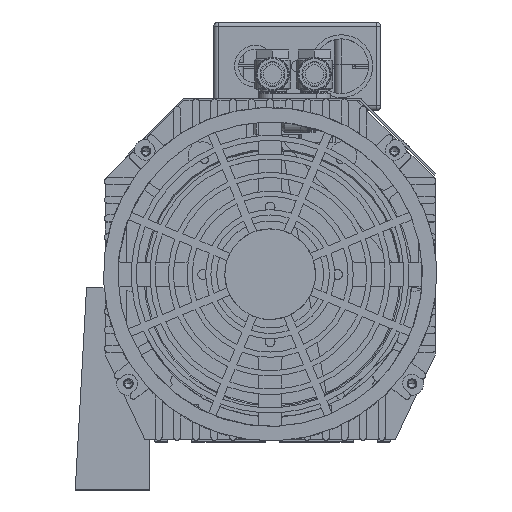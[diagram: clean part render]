
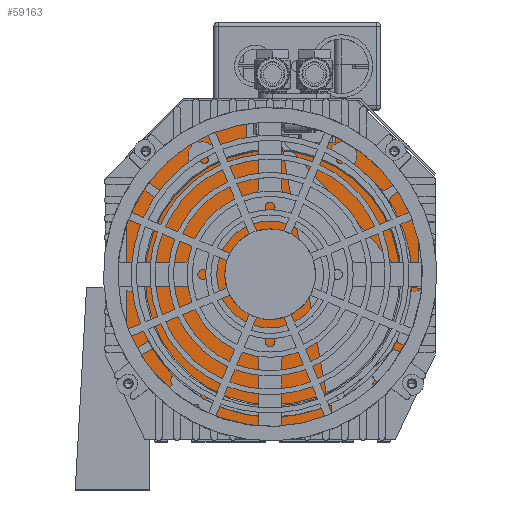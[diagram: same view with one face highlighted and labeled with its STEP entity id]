
A CAD part, top view. The second image highlights one B-rep face of the part: STEP entity #59163.
In plain terms, the highlighted face is planar.
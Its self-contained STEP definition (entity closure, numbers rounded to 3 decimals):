
#2753 = DIRECTION ( 'NONE',  ( 1., 0., 0. ) ) ;
#4120 = DIRECTION ( 'NONE',  ( 0., 0., -1. ) ) ;
#5166 = ORIENTED_EDGE ( 'NONE', *, *, #17852, .T. ) ;
#5170 = ORIENTED_EDGE ( 'NONE', *, *, #33566, .T. ) ;
#5171 = VECTOR ( 'NONE', #21750, 1000. ) ;
#5184 = DIRECTION ( 'NONE',  ( 0., 0., -1. ) ) ;
#5798 = DIRECTION ( 'NONE',  ( 0., 0., -1. ) ) ;
#6375 = CIRCLE ( 'NONE', #76177, 5. ) ;
#6836 = CARTESIAN_POINT ( 'NONE',  ( 122.93, 202.653, 130. ) ) ;
#7118 = EDGE_CURVE ( 'NONE', #40871, #80954, #76805, .T. ) ;
#7931 = CARTESIAN_POINT ( 'NONE',  ( 253.93, 202.653, 130. ) ) ;
#8239 = CARTESIAN_POINT ( 'NONE',  ( 219.859, 307.534, 130. ) ) ;
#8500 = CARTESIAN_POINT ( 'NONE',  ( 148.466, 306.069, 130. ) ) ;
#9396 = CIRCLE ( 'NONE', #20546, 5. ) ;
#10027 = VERTEX_POINT ( 'NONE', #40477 ) ;
#10870 = CARTESIAN_POINT ( 'NONE',  ( 248.93, 202.653, 130. ) ) ;
#12099 = CARTESIAN_POINT ( 'NONE',  ( 237.43, 166.534, 130. ) ) ;
#12335 = CARTESIAN_POINT ( 'NONE',  ( 152.001, 302.534, 130. ) ) ;
#12340 = DIRECTION ( 'NONE',  ( 0., 0., 1. ) ) ;
#12855 = DIRECTION ( 'NONE',  ( 1., 0., 0. ) ) ;
#12943 = DIRECTION ( 'NONE',  ( 1., 0., 0. ) ) ;
#15468 = CARTESIAN_POINT ( 'NONE',  ( 117.93, 273.463, 130. ) ) ;
#17340 = VERTEX_POINT ( 'NONE', #25583 ) ;
#17674 = AXIS2_PLACEMENT_3D ( 'NONE', #45198, #4120, #83691 ) ;
#17852 = EDGE_CURVE ( 'NONE', #32809, #43542, #73520, .T. ) ;
#17873 = VECTOR ( 'NONE', #35163, 1000. ) ;
#20180 = EDGE_LOOP ( 'NONE', ( #32868, #79047, #64176, #72060, #5170, #77968, #56081, #67796, #21902, #28268, #25833, #40206, #81264, #5166 ) ) ;
#20273 = LINE ( 'NONE', #8500, #17873 ) ;
#20546 = AXIS2_PLACEMENT_3D ( 'NONE', #78572, #85570, #12943 ) ;
#21163 = VERTEX_POINT ( 'NONE', #34460 ) ;
#21446 = CARTESIAN_POINT ( 'NONE',  ( 253.93, 273.463, 130. ) ) ;
#21749 = AXIS2_PLACEMENT_3D ( 'NONE', #52137, #12340, #39860 ) ;
#21750 = DIRECTION ( 'NONE',  ( 1., 0., 0. ) ) ;
#21902 = ORIENTED_EDGE ( 'NONE', *, *, #75586, .T. ) ;
#22847 = LINE ( 'NONE', #15468, #79727 ) ;
#23542 = CARTESIAN_POINT ( 'NONE',  ( 118.407, 200.521, 130. ) ) ;
#23988 = CARTESIAN_POINT ( 'NONE',  ( 119.394, 276.998, 130. ) ) ;
#24116 = CARTESIAN_POINT ( 'NONE',  ( 223.394, 306.069, 130. ) ) ;
#24405 = LINE ( 'NONE', #23542, #27233 ) ;
#25264 = CARTESIAN_POINT ( 'NONE',  ( 235.938, 293.526, 130. ) ) ;
#25583 = CARTESIAN_POINT ( 'NONE',  ( 117.93, 273.463, 130. ) ) ;
#25833 = ORIENTED_EDGE ( 'NONE', *, *, #85899, .T. ) ;
#26411 = DIRECTION ( 'NONE',  ( 0., 0., -1. ) ) ;
#27233 = VECTOR ( 'NONE', #70317, 1000. ) ;
#27782 = CARTESIAN_POINT ( 'NONE',  ( 134.43, 166.534, 130. ) ) ;
#28268 = ORIENTED_EDGE ( 'NONE', *, *, #58731, .T. ) ;
#28674 = LINE ( 'NONE', #35693, #51056 ) ;
#28870 = VERTEX_POINT ( 'NONE', #23988 ) ;
#28892 = EDGE_CURVE ( 'NONE', #44437, #21163, #24405, .T. ) ;
#30683 = LINE ( 'NONE', #37225, #30780 ) ;
#30780 = VECTOR ( 'NONE', #50372, 1000. ) ;
#30830 = EDGE_CURVE ( 'NONE', #65893, #32809, #49750, .T. ) ;
#31019 = EDGE_CURVE ( 'NONE', #34695, #59328, #9396, .T. ) ;
#31072 = VERTEX_POINT ( 'NONE', #12099 ) ;
#32809 = VERTEX_POINT ( 'NONE', #66206 ) ;
#32868 = ORIENTED_EDGE ( 'NONE', *, *, #41603, .T. ) ;
#33566 = EDGE_CURVE ( 'NONE', #80954, #31072, #28674, .T. ) ;
#33752 = DIRECTION ( 'NONE',  ( 1., 0., 0. ) ) ;
#34460 = CARTESIAN_POINT ( 'NONE',  ( 118.407, 200.521, 130. ) ) ;
#34695 = VERTEX_POINT ( 'NONE', #43076 ) ;
#35163 = DIRECTION ( 'NONE',  ( 0.707, 0.707, 0. ) ) ;
#35693 = CARTESIAN_POINT ( 'NONE',  ( 237.43, 166.534, 130. ) ) ;
#36679 = DIRECTION ( 'NONE',  ( 1., 0., 0. ) ) ;
#37225 = CARTESIAN_POINT ( 'NONE',  ( 134.43, 166.534, 130. ) ) ;
#37375 = EDGE_CURVE ( 'NONE', #59328, #40871, #46240, .T. ) ;
#39860 = DIRECTION ( 'NONE',  ( 1., 0., 0. ) ) ;
#40206 = ORIENTED_EDGE ( 'NONE', *, *, #64855, .T. ) ;
#40477 = CARTESIAN_POINT ( 'NONE',  ( 148.466, 306.069, 130. ) ) ;
#40871 = VERTEX_POINT ( 'NONE', #7931 ) ;
#41603 = EDGE_CURVE ( 'NONE', #43542, #34695, #45389, .T. ) ;
#42559 = CARTESIAN_POINT ( 'NONE',  ( 152.001, 307.534, 130. ) ) ;
#42681 = DIRECTION ( 'NONE',  ( -0.426, -0.905, 0. ) ) ;
#43076 = CARTESIAN_POINT ( 'NONE',  ( 252.466, 276.998, 130. ) ) ;
#43445 = CIRCLE ( 'NONE', #64333, 5. ) ;
#43542 = VERTEX_POINT ( 'NONE', #24116 ) ;
#44437 = VERTEX_POINT ( 'NONE', #27782 ) ;
#45198 = CARTESIAN_POINT ( 'NONE',  ( 219.859, 302.534, 130. ) ) ;
#45389 = LINE ( 'NONE', #25264, #79718 ) ;
#45742 = AXIS2_PLACEMENT_3D ( 'NONE', #6836, #66265, #2753 ) ;
#46240 = LINE ( 'NONE', #86453, #62832 ) ;
#49544 = DIRECTION ( 'NONE',  ( 0., 1., 0. ) ) ;
#49750 = LINE ( 'NONE', #8239, #5171 ) ;
#50372 = DIRECTION ( 'NONE',  ( -1., 0., 0. ) ) ;
#51056 = VECTOR ( 'NONE', #42681, 1000. ) ;
#51524 = DIRECTION ( 'NONE',  ( 0.707, -0.707, 0. ) ) ;
#52137 = CARTESIAN_POINT ( 'NONE',  ( 219.859, 302.534, 130. ) ) ;
#56081 = ORIENTED_EDGE ( 'NONE', *, *, #28892, .T. ) ;
#58731 = EDGE_CURVE ( 'NONE', #17340, #28870, #6375, .T. ) ;
#59163 = ADVANCED_FACE ( 'NONE', ( #60410 ), #85383, .F. ) ;
#59328 = VERTEX_POINT ( 'NONE', #21446 ) ;
#60410 = FACE_OUTER_BOUND ( 'NONE', #20180, .T. ) ;
#62832 = VECTOR ( 'NONE', #79868, 1000. ) ;
#64176 = ORIENTED_EDGE ( 'NONE', *, *, #37375, .T. ) ;
#64262 = AXIS2_PLACEMENT_3D ( 'NONE', #10870, #5184, #36679 ) ;
#64333 = AXIS2_PLACEMENT_3D ( 'NONE', #12335, #5798, #33752 ) ;
#64855 = EDGE_CURVE ( 'NONE', #10027, #65893, #43445, .T. ) ;
#64899 = CARTESIAN_POINT ( 'NONE',  ( 117.93, 202.653, 130. ) ) ;
#65893 = VERTEX_POINT ( 'NONE', #42559 ) ;
#66206 = CARTESIAN_POINT ( 'NONE',  ( 219.859, 307.534, 130. ) ) ;
#66265 = DIRECTION ( 'NONE',  ( 0., 0., -1. ) ) ;
#67796 = ORIENTED_EDGE ( 'NONE', *, *, #72718, .T. ) ;
#70317 = DIRECTION ( 'NONE',  ( -0.426, 0.905, 0. ) ) ;
#72060 = ORIENTED_EDGE ( 'NONE', *, *, #7118, .T. ) ;
#72718 = EDGE_CURVE ( 'NONE', #21163, #84517, #76479, .T. ) ;
#73520 = CIRCLE ( 'NONE', #17674, 5. ) ;
#75586 = EDGE_CURVE ( 'NONE', #84517, #17340, #22847, .T. ) ;
#76177 = AXIS2_PLACEMENT_3D ( 'NONE', #80630, #26411, #12855 ) ;
#76243 = EDGE_CURVE ( 'NONE', #31072, #44437, #30683, .T. ) ;
#76479 = CIRCLE ( 'NONE', #45742, 5. ) ;
#76805 = CIRCLE ( 'NONE', #64262, 5. ) ;
#77968 = ORIENTED_EDGE ( 'NONE', *, *, #76243, .T. ) ;
#78572 = CARTESIAN_POINT ( 'NONE',  ( 248.93, 273.463, 130. ) ) ;
#79047 = ORIENTED_EDGE ( 'NONE', *, *, #31019, .T. ) ;
#79718 = VECTOR ( 'NONE', #51524, 1000. ) ;
#79727 = VECTOR ( 'NONE', #49544, 1000. ) ;
#79868 = DIRECTION ( 'NONE',  ( 0., -1., 0. ) ) ;
#80630 = CARTESIAN_POINT ( 'NONE',  ( 122.93, 273.463, 130. ) ) ;
#80954 = VERTEX_POINT ( 'NONE', #84243 ) ;
#81264 = ORIENTED_EDGE ( 'NONE', *, *, #30830, .T. ) ;
#83691 = DIRECTION ( 'NONE',  ( 1., 0., 0. ) ) ;
#84243 = CARTESIAN_POINT ( 'NONE',  ( 253.453, 200.521, 130. ) ) ;
#84517 = VERTEX_POINT ( 'NONE', #64899 ) ;
#85383 = PLANE ( 'NONE',  #21749 ) ;
#85570 = DIRECTION ( 'NONE',  ( 0., 0., -1. ) ) ;
#85899 = EDGE_CURVE ( 'NONE', #28870, #10027, #20273, .T. ) ;
#86453 = CARTESIAN_POINT ( 'NONE',  ( 253.93, 202.653, 130. ) ) ;
